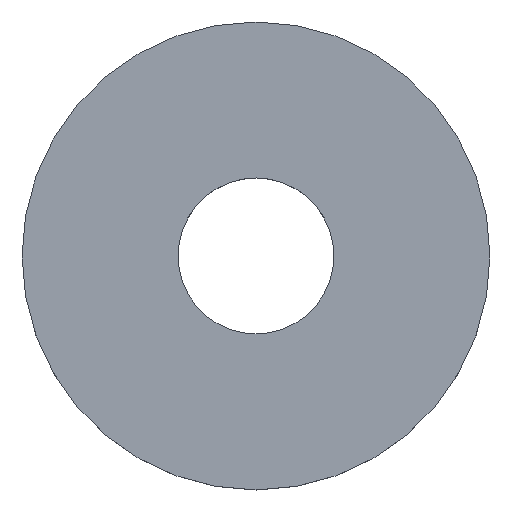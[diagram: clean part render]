
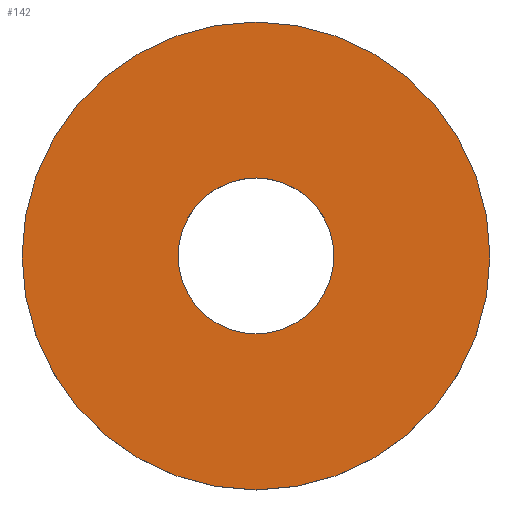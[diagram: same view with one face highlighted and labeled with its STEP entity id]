
A CAD part, top view. The second image highlights one B-rep face of the part: STEP entity #142.
In plain terms, the highlighted planar face has unit normal (0, 0, 1).
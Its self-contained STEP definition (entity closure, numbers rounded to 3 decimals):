
#9 = AXIS2_PLACEMENT_3D ( 'NONE', #74, #165, #157 ) ;
#18 = EDGE_CURVE ( 'NONE', #156, #156, #83, .T. ) ;
#20 = CIRCLE ( 'NONE', #167, 2.5 ) ;
#21 = DIRECTION ( 'NONE',  ( 0., 0., -1. ) ) ;
#31 = EDGE_LOOP ( 'NONE', ( #80 ) ) ;
#49 = FACE_BOUND ( 'NONE', #90, .T. ) ;
#66 = AXIS2_PLACEMENT_3D ( 'NONE', #105, #21, #132 ) ;
#72 = FACE_OUTER_BOUND ( 'NONE', #31, .T. ) ;
#74 = CARTESIAN_POINT ( 'NONE',  ( 0., 2.5, 1.6 ) ) ;
#80 = ORIENTED_EDGE ( 'NONE', *, *, #18, .F. ) ;
#83 = CIRCLE ( 'NONE', #66, 7.5 ) ;
#90 = EDGE_LOOP ( 'NONE', ( #150 ) ) ;
#97 = EDGE_CURVE ( 'NONE', #155, #155, #20, .T. ) ;
#100 = PLANE ( 'NONE',  #9 ) ;
#105 = CARTESIAN_POINT ( 'NONE',  ( 0., 0., 1.6 ) ) ;
#113 = DIRECTION ( 'NONE',  ( 0., 0., -1. ) ) ;
#120 = CARTESIAN_POINT ( 'NONE',  ( 0., 2.5, 1.6 ) ) ;
#131 = DIRECTION ( 'NONE',  ( 0., 1., 0. ) ) ;
#132 = DIRECTION ( 'NONE',  ( 0., 1., 0. ) ) ;
#138 = CARTESIAN_POINT ( 'NONE',  ( 0., 7.5, 1.6 ) ) ;
#142 = ADVANCED_FACE ( 'NONE', ( #49, #72 ), #100, .T. ) ;
#150 = ORIENTED_EDGE ( 'NONE', *, *, #97, .T. ) ;
#152 = CARTESIAN_POINT ( 'NONE',  ( 0., 0., 1.6 ) ) ;
#155 = VERTEX_POINT ( 'NONE', #120 ) ;
#156 = VERTEX_POINT ( 'NONE', #138 ) ;
#157 = DIRECTION ( 'NONE',  ( 0., -1., 0. ) ) ;
#165 = DIRECTION ( 'NONE',  ( 0., 0., 1. ) ) ;
#167 = AXIS2_PLACEMENT_3D ( 'NONE', #152, #113, #131 ) ;
